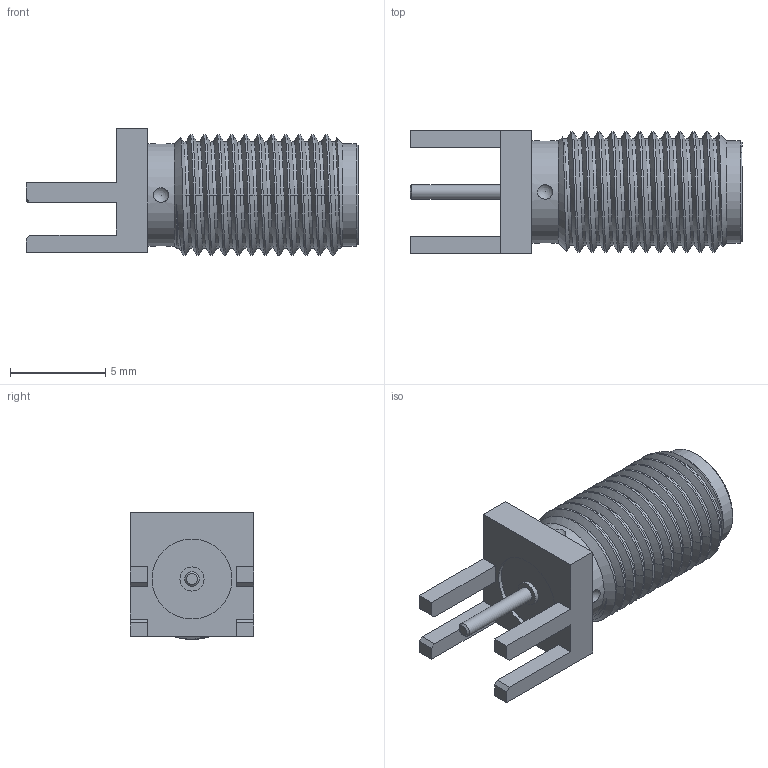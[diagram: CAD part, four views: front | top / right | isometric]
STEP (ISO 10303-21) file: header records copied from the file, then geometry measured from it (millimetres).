
FILE_DESCRIPTION(/* description */ ('FreeCAD Model'),/* implementation_level */ '2;1');
FILE_NAME(/* name */ 'SMA_6.5x6.step',/* time_stamp */ '2025-06-19T17:34:06+09:00',/* author */ (''),/* organization */ (''),/* preprocessor_version */ 'ST-DEVELOPER v20.1',/* originating_system */ 'Autodesk Translation Framework v14.10.0.0',/* authorisation */ '');
FILE_SCHEMA (('AUTOMOTIVE_DESIGN { 1 0 10303 214 3 1 1 }'));
Length unit declared in the file: millimetre
Products named in the file (1): SMA_Amphenol_132289_EdgeMount
Bounding box: 17.45 x 6.5 x 6.66 mm (x, y, z)
Volume: 350.8 mm3; surface area: 544.4 mm2
Topology: 1 solids, 1 shells, 110 faces, 276 edges, 174 vertices
Faces by surface type: bspline 39, plane 37, cylinder 22, cone 8, sphere 4
Full cylindrical faces by diameter (mm): 0.76 x1, 0.97 x1, 1.27 x1, 4 x1, 4.2 x1, 4.597 x1, 5.385 x2, 6.35 x10
Entity records: 6415 total; most frequent: CARTESIAN_POINT 4034, ORIENTED_EDGE 544, DIRECTION 356, EDGE_CURVE 272, VERTEX_POINT 174, LINE 140, VECTOR 140, EDGE_LOOP 120
